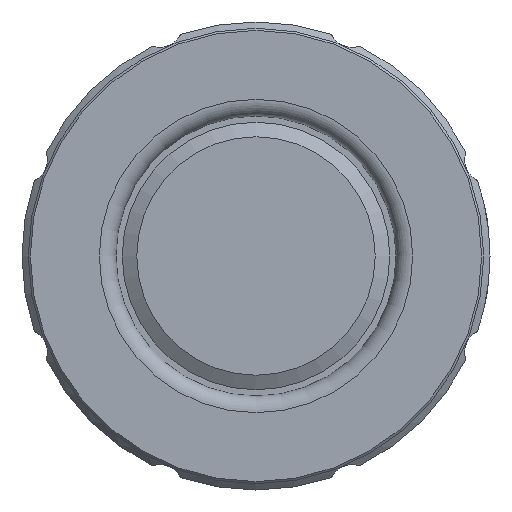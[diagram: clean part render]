
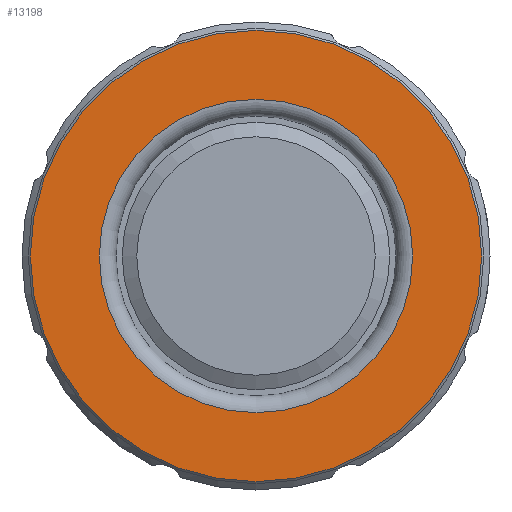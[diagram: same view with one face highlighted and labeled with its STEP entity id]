
A CAD part, left-side view. The second image highlights one B-rep face of the part: STEP entity #13198.
In plain terms, the highlighted planar face has unit normal (-1, 0, 0).
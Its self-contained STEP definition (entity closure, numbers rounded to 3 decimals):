
#165=FACE_BOUND('',#3983,.T.);
#364=CIRCLE('',#13890,108.);
#365=CIRCLE('',#13892,75.);
#366=CIRCLE('',#13893,75.);
#766=PLANE('',#13891);
#3167=FACE_OUTER_BOUND('',#3982,.T.);
#3982=EDGE_LOOP('',(#11244));
#3983=EDGE_LOOP('',(#11245,#11246));
#6029=VERTEX_POINT('',#90077);
#6030=VERTEX_POINT('',#90081);
#6031=VERTEX_POINT('',#90082);
#7848=EDGE_CURVE('',#6029,#6029,#364,.T.);
#7849=EDGE_CURVE('',#6030,#6031,#365,.T.);
#7850=EDGE_CURVE('',#6031,#6030,#366,.T.);
#11244=ORIENTED_EDGE('',*,*,#7848,.F.);
#11245=ORIENTED_EDGE('',*,*,#7849,.F.);
#11246=ORIENTED_EDGE('',*,*,#7850,.F.);
#13198=ADVANCED_FACE('',(#3167,#165),#766,.T.);
#13890=AXIS2_PLACEMENT_3D('',#90079,#15748,#15749);
#13891=AXIS2_PLACEMENT_3D('',#90080,#15750,#15751);
#13892=AXIS2_PLACEMENT_3D('',#90083,#15752,#15753);
#13893=AXIS2_PLACEMENT_3D('',#90084,#15754,#15755);
#15748=DIRECTION('center_axis',(1.,0.,0.));
#15749=DIRECTION('ref_axis',(0.,-1.,0.));
#15750=DIRECTION('center_axis',(-1.,0.,0.));
#15751=DIRECTION('ref_axis',(0.,0.,1.));
#15752=DIRECTION('center_axis',(-1.,0.,0.));
#15753=DIRECTION('ref_axis',(0.,-1.,0.));
#15754=DIRECTION('center_axis',(-1.,0.,0.));
#15755=DIRECTION('ref_axis',(0.,-1.,0.));
#90077=CARTESIAN_POINT('',(0.,108.,0.));
#90079=CARTESIAN_POINT('Origin',(0.,0.,
0.));
#90080=CARTESIAN_POINT('Origin',(0.,88.,0.));
#90081=CARTESIAN_POINT('',(0.,75.,0.));
#90082=CARTESIAN_POINT('',(0.,0.,75.));
#90083=CARTESIAN_POINT('Origin',(0.,0.,0.));
#90084=CARTESIAN_POINT('Origin',(0.,0.,0.));
